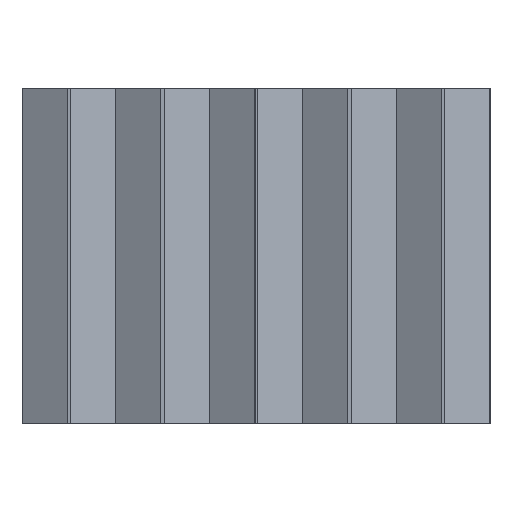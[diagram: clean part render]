
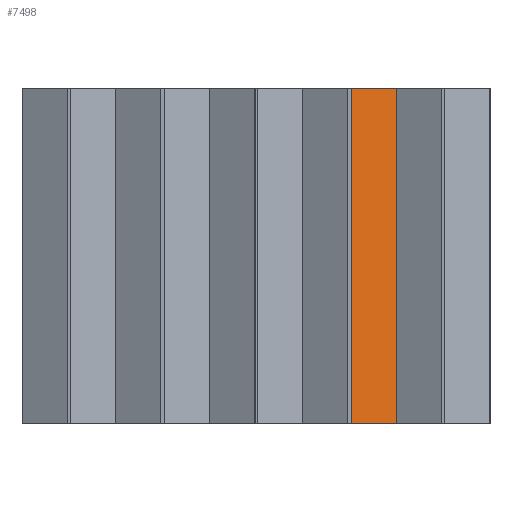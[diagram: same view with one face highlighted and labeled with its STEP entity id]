
A CAD part, left-side view. The second image highlights one B-rep face of the part: STEP entity #7498.
In plain terms, the highlighted planar face has unit normal (-0.866, -0.5, 0).
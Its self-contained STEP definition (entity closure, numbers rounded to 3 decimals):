
#372=FACE_OUTER_BOUND('',#726,.T.);
#726=EDGE_LOOP('',(#5857,#5858,#5859,#5860));
#1712=LINE('',#11362,#2768);
#1713=LINE('',#11365,#2769);
#1714=LINE('',#11367,#2770);
#1715=LINE('',#11368,#2771);
#2768=VECTOR('',#9322,10.);
#2769=VECTOR('',#9325,10.);
#2770=VECTOR('',#9326,10.);
#2771=VECTOR('',#9327,10.);
#3547=VERTEX_POINT('',#11358);
#3548=VERTEX_POINT('',#11360);
#3549=VERTEX_POINT('',#11364);
#3550=VERTEX_POINT('',#11366);
#4526=EDGE_CURVE('',#3547,#3548,#1712,.T.);
#4527=EDGE_CURVE('',#3549,#3547,#1713,.T.);
#4528=EDGE_CURVE('',#3550,#3548,#1714,.T.);
#4529=EDGE_CURVE('',#3549,#3550,#1715,.T.);
#5857=ORIENTED_EDGE('',*,*,#4527,.T.);
#5858=ORIENTED_EDGE('',*,*,#4526,.T.);
#5859=ORIENTED_EDGE('',*,*,#4528,.F.);
#5860=ORIENTED_EDGE('',*,*,#4529,.F.);
#7144=PLANE('',#7866);
#7498=ADVANCED_FACE('',(#372),#7144,.T.);
#7866=AXIS2_PLACEMENT_3D('',#11363,#9323,#9324);
#9322=DIRECTION('',(0.,0.,1.));
#9323=DIRECTION('center_axis',(-0.866,-0.5,0.));
#9324=DIRECTION('ref_axis',(0.5,-0.866,0.));
#9325=DIRECTION('',(0.5,-0.866,0.));
#9326=DIRECTION('',(0.5,-0.866,0.));
#9327=DIRECTION('',(0.,0.,1.));
#11358=CARTESIAN_POINT('',(197.172,604.,0.));
#11360=CARTESIAN_POINT('',(197.172,604.,50.));
#11362=CARTESIAN_POINT('',(197.172,604.,0.));
#11363=CARTESIAN_POINT('Origin',(193.275,610.75,0.));
#11364=CARTESIAN_POINT('',(193.275,610.75,0.));
#11365=CARTESIAN_POINT('',(193.275,610.75,0.));
#11366=CARTESIAN_POINT('',(193.275,610.75,50.));
#11367=CARTESIAN_POINT('',(193.275,610.75,50.));
#11368=CARTESIAN_POINT('',(193.275,610.75,0.));
